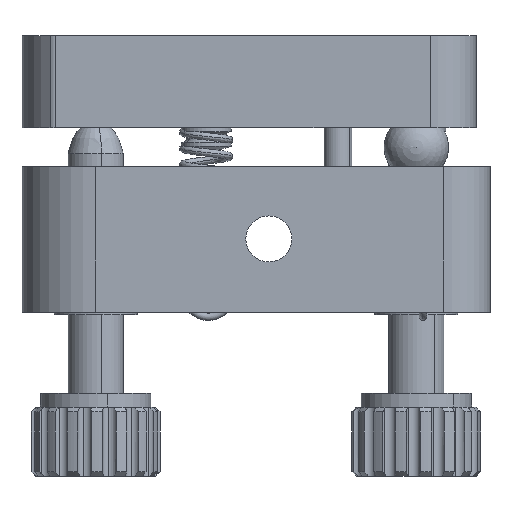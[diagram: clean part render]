
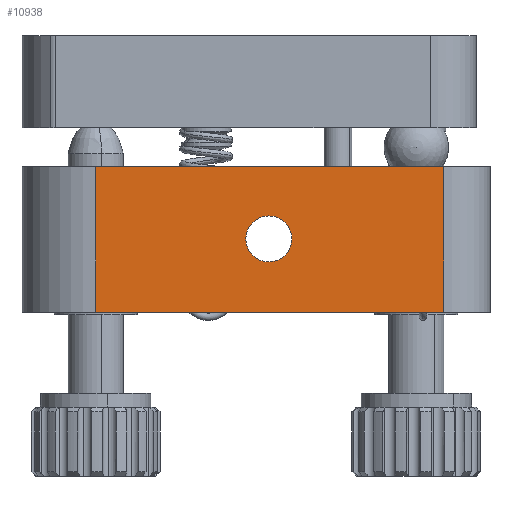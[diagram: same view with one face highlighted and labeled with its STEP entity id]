
A CAD part, front view. The second image highlights one B-rep face of the part: STEP entity #10938.
In plain terms, the highlighted planar face has unit normal (0, -1, 0).
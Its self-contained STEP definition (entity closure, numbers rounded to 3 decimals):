
#1076 = ORIENTED_EDGE ( 'NONE', *, *, #10838, .T. ) ;
#1770 = DIRECTION ( 'NONE',  ( 0., 0., -1. ) ) ;
#3245 = ORIENTED_EDGE ( 'NONE', *, *, #33288, .F. ) ;
#3357 = CARTESIAN_POINT ( 'NONE',  ( 17.84, -19.045, 26.4 ) ) ;
#3537 = DIRECTION ( 'NONE',  ( 1., 0., 0. ) ) ;
#4628 = VERTEX_POINT ( 'NONE', #19299 ) ;
#5203 = DIRECTION ( 'NONE',  ( 0., 0., -1. ) ) ;
#5226 = ORIENTED_EDGE ( 'NONE', *, *, #26879, .F. ) ;
#5295 = EDGE_LOOP ( 'NONE', ( #30077, #3245, #24090, #1076 ) ) ;
#5444 = VERTEX_POINT ( 'NONE', #23667 ) ;
#6384 = AXIS2_PLACEMENT_3D ( 'NONE', #7254, #7086, #6963 ) ;
#6963 = DIRECTION ( 'NONE',  ( 1., 0., 0. ) ) ;
#7025 = DIRECTION ( 'NONE',  ( 0., -1., 0. ) ) ;
#7086 = DIRECTION ( 'NONE',  ( 0., -1., 0. ) ) ;
#7163 = EDGE_CURVE ( 'NONE', #5444, #26586, #28545, .T. ) ;
#7254 = CARTESIAN_POINT ( 'NONE',  ( 17.84, -19.045, 42.2 ) ) ;
#7675 = PLANE ( 'NONE',  #6384 ) ;
#7721 = VECTOR ( 'NONE', #3537, 1000. ) ;
#8013 = LINE ( 'NONE', #25636, #7721 ) ;
#9591 = FACE_OUTER_BOUND ( 'NONE', #5295, .T. ) ;
#9628 = DIRECTION ( 'NONE',  ( 0., 0., -1. ) ) ;
#10838 = EDGE_CURVE ( 'NONE', #4628, #5444, #24569, .T. ) ;
#10938 = ADVANCED_FACE ( 'NONE', ( #13700, #9591 ), #7675, .T. ) ;
#11687 = LINE ( 'NONE', #26069, #26242 ) ;
#13700 = FACE_BOUND ( 'NONE', #15490, .T. ) ;
#14698 = EDGE_CURVE ( 'NONE', #4628, #20448, #8013, .T. ) ;
#15490 = EDGE_LOOP ( 'NONE', ( #5226, #16893 ) ) ;
#16133 = VECTOR ( 'NONE', #33754, 1000. ) ;
#16491 = CARTESIAN_POINT ( 'NONE',  ( 17.84, -19.045, 42.2 ) ) ;
#16893 = ORIENTED_EDGE ( 'NONE', *, *, #18033, .F. ) ;
#17425 = CARTESIAN_POINT ( 'NONE',  ( -1.16, -19.045, 36.85 ) ) ;
#17932 = CARTESIAN_POINT ( 'NONE',  ( -1.16, -19.045, 31.85 ) ) ;
#18033 = EDGE_CURVE ( 'NONE', #34372, #27535, #34210, .T. ) ;
#18385 = DIRECTION ( 'NONE',  ( 0., -1., 0. ) ) ;
#18498 = AXIS2_PLACEMENT_3D ( 'NONE', #34818, #18385, #1770 ) ;
#19299 = CARTESIAN_POINT ( 'NONE',  ( -19.96, -19.045, 42.2 ) ) ;
#20448 = VERTEX_POINT ( 'NONE', #16491 ) ;
#23260 = AXIS2_PLACEMENT_3D ( 'NONE', #23510, #7025, #26272 ) ;
#23469 = VECTOR ( 'NONE', #5203, 1000. ) ;
#23510 = CARTESIAN_POINT ( 'NONE',  ( -1.16, -19.045, 34.35 ) ) ;
#23667 = CARTESIAN_POINT ( 'NONE',  ( -19.96, -19.045, 26.4 ) ) ;
#24090 = ORIENTED_EDGE ( 'NONE', *, *, #14698, .F. ) ;
#24569 = LINE ( 'NONE', #28608, #23469 ) ;
#25636 = CARTESIAN_POINT ( 'NONE',  ( 17.84, -19.045, 42.2 ) ) ;
#26069 = CARTESIAN_POINT ( 'NONE',  ( 17.84, -19.045, 42.2 ) ) ;
#26242 = VECTOR ( 'NONE', #9628, 1000. ) ;
#26272 = DIRECTION ( 'NONE',  ( 0., 0., -1. ) ) ;
#26586 = VERTEX_POINT ( 'NONE', #3357 ) ;
#26879 = EDGE_CURVE ( 'NONE', #27535, #34372, #32851, .T. ) ;
#27535 = VERTEX_POINT ( 'NONE', #17932 ) ;
#28545 = LINE ( 'NONE', #33632, #16133 ) ;
#28608 = CARTESIAN_POINT ( 'NONE',  ( -19.96, -19.045, 42.2 ) ) ;
#30077 = ORIENTED_EDGE ( 'NONE', *, *, #7163, .T. ) ;
#32851 = CIRCLE ( 'NONE', #18498, 2.5 ) ;
#33288 = EDGE_CURVE ( 'NONE', #20448, #26586, #11687, .T. ) ;
#33632 = CARTESIAN_POINT ( 'NONE',  ( 17.84, -19.045, 26.4 ) ) ;
#33754 = DIRECTION ( 'NONE',  ( 1., 0., 0. ) ) ;
#34210 = CIRCLE ( 'NONE', #23260, 2.5 ) ;
#34372 = VERTEX_POINT ( 'NONE', #17425 ) ;
#34818 = CARTESIAN_POINT ( 'NONE',  ( -1.16, -19.045, 34.35 ) ) ;
